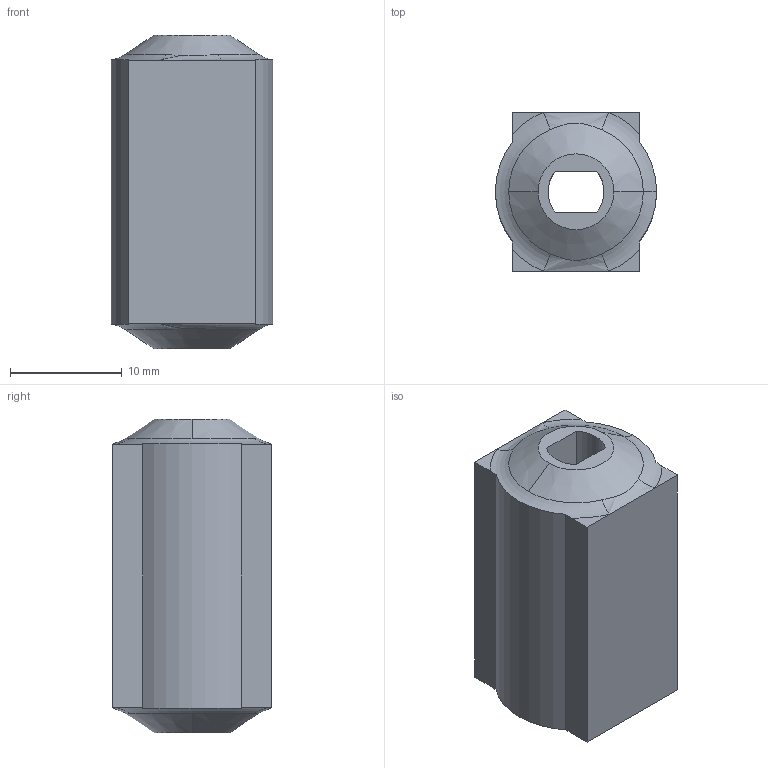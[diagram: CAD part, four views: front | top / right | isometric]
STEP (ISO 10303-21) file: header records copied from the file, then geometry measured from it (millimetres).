
FILE_DESCRIPTION (( 'STEP AP214' ), '1' );
FILE_NAME ('EC_ESDSR_D25L28T14.4H14.2.STEP', '2018-05-15T20:18:35', ( '' ), ( '' ), 'SwSTEP 2.0', 'SolidWorks 2014', '' );
FILE_SCHEMA (( 'AUTOMOTIVE_DESIGN' ));
Length unit declared in the file: millimetre
Products named in the file (1): EC_ESDSR_D25L28T14.4H14.2
Bounding box: 14.4 x 14.21 x 28 mm (x, y, z)
Volume: 4143.1 mm3; surface area: 2031.2 mm2
Topology: 1 solids, 1 shells, 92 faces, 249 edges, 162 vertices
Faces by surface type: plane 72, cylinder 6, torus 6, cone 4, bspline 4
Entity records: 3451 total; most frequent: CARTESIAN_POINT 680, ORIENTED_EDGE 498, DIRECTION 457, EDGE_CURVE 249, VECTOR 195, LINE 195, VERTEX_POINT 162, AXIS2_PLACEMENT_3D 131
